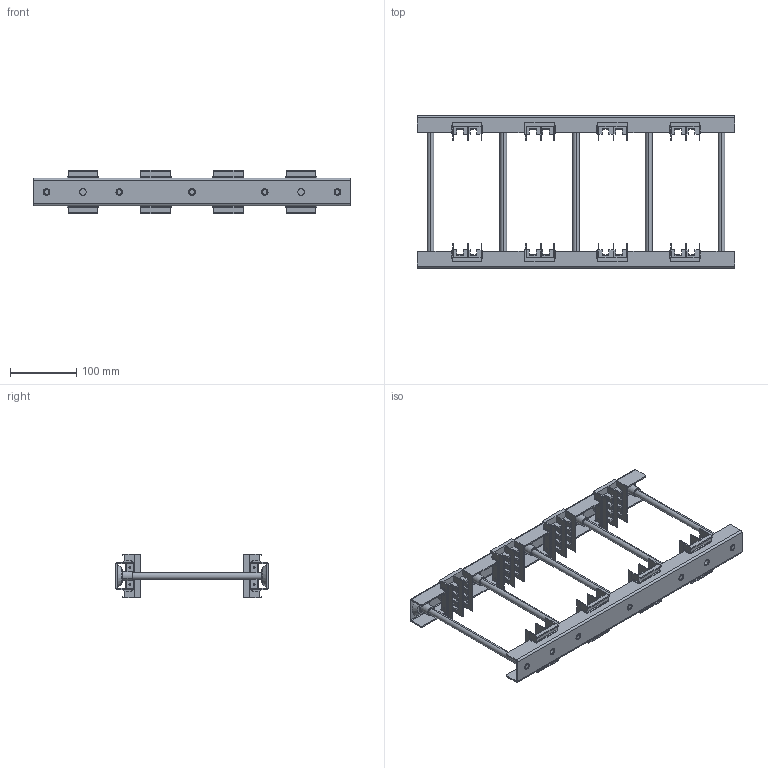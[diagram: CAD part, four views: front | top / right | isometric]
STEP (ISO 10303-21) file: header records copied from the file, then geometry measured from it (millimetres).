
FILE_DESCRIPTION(('STEP AP203'),'1');
FILE_NAME('ubs2-10tn-200.stp','2024-09-29T22:02:35',('TraceParts'),('TraceParts S.A.'),'Spatial InterOp 3D',' ',' ');
FILE_SCHEMA(('CONFIG_CONTROL_DESIGN'));
Length unit declared in the file: millimetre
Products named in the file (1): 1
Bounding box: 480 x 230 x 66 mm (x, y, z)
Volume: 482982.6 mm3; surface area: 392783 mm2
Topology: 28 solids, 28 shells, 1567 faces, 4114 edges, 2748 vertices
Faces by surface type: plane 1127, sphere 192, cylinder 170, cone 68, torus 10
Entity records: 48286 total; most frequent: CARTESIAN_POINT 8457, ORIENTED_EDGE 8228, DIRECTION 8146, EDGE_CURVE 4114, LINE 3272, VECTOR 3272, VERTEX_POINT 2748, AXIS2_PLACEMENT_3D 2437
